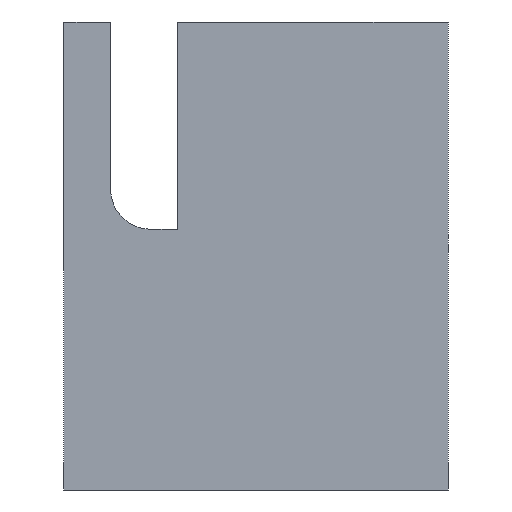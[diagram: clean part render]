
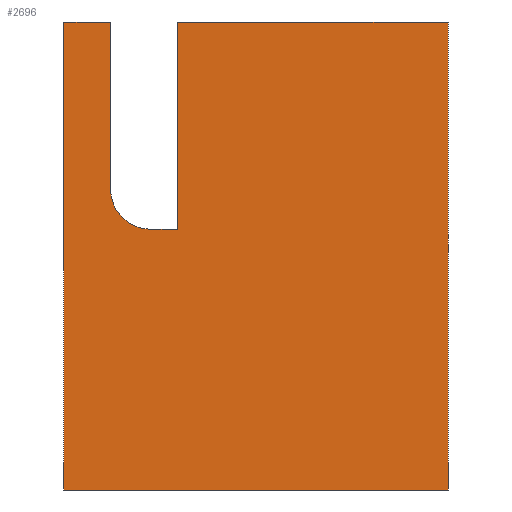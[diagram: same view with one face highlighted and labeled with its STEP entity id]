
A CAD part, left-side view. The second image highlights one B-rep face of the part: STEP entity #2696.
In plain terms, the highlighted planar face has unit normal (-1, 0, 0).
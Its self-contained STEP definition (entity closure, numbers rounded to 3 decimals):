
#37=CIRCLE('',#2838,0.483);
#159=FACE_OUTER_BOUND('',#314,.T.);
#314=EDGE_LOOP('',(#2240,#2241,#2242,#2243,#2244,#2245,#2246,#2247,#2248));
#566=LINE('',#4037,#919);
#568=LINE('',#4041,#921);
#572=LINE('',#4050,#925);
#574=LINE('',#4054,#927);
#591=LINE('',#4088,#944);
#665=LINE('',#4229,#1018);
#666=LINE('',#4232,#1019);
#667=LINE('',#4233,#1020);
#919=VECTOR('',#3317,0.805);
#921=VECTOR('',#3321,0.805);
#925=VECTOR('',#3331,0.805);
#927=VECTOR('',#3335,0.805);
#944=VECTOR('',#3362,0.805);
#1018=VECTOR('',#3478,0.805);
#1019=VECTOR('',#3481,0.805);
#1020=VECTOR('',#3482,0.805);
#1202=VERTEX_POINT('',#4034);
#1203=VERTEX_POINT('',#4036);
#1204=VERTEX_POINT('',#4040);
#1205=VERTEX_POINT('',#4045);
#1206=VERTEX_POINT('',#4049);
#1207=VERTEX_POINT('',#4053);
#1219=VERTEX_POINT('',#4087);
#1265=VERTEX_POINT('',#4227);
#1266=VERTEX_POINT('',#4231);
#1511=EDGE_CURVE('',#1203,#1202,#566,.T.);
#1513=EDGE_CURVE('',#1204,#1203,#568,.F.);
#1516=EDGE_CURVE('',#1205,#1204,#37,.T.);
#1518=EDGE_CURVE('',#1206,#1205,#572,.F.);
#1520=EDGE_CURVE('',#1207,#1206,#574,.F.);
#1537=EDGE_CURVE('',#1219,#1207,#591,.T.);
#1611=EDGE_CURVE('',#1202,#1265,#665,.T.);
#1612=EDGE_CURVE('',#1265,#1266,#666,.T.);
#1613=EDGE_CURVE('',#1266,#1219,#667,.T.);
#2240=ORIENTED_EDGE('',*,*,#1520,.T.);
#2241=ORIENTED_EDGE('',*,*,#1518,.T.);
#2242=ORIENTED_EDGE('',*,*,#1516,.T.);
#2243=ORIENTED_EDGE('',*,*,#1513,.T.);
#2244=ORIENTED_EDGE('',*,*,#1511,.T.);
#2245=ORIENTED_EDGE('',*,*,#1611,.T.);
#2246=ORIENTED_EDGE('',*,*,#1612,.T.);
#2247=ORIENTED_EDGE('',*,*,#1613,.T.);
#2248=ORIENTED_EDGE('',*,*,#1537,.T.);
#2474=PLANE('',#2867);
#2696=ADVANCED_FACE('',(#159),#2474,.T.);
#2838=AXIS2_PLACEMENT_3D('',#4046,#3326,#3327);
#2867=AXIS2_PLACEMENT_3D('',#4230,#3479,#3480);
#3317=DIRECTION('',(0.,1.,0.));
#3321=DIRECTION('',(0.,0.,-1.));
#3326=DIRECTION('center_axis',(1.,0.,0.));
#3327=DIRECTION('ref_axis',(0.,0.,-1.));
#3331=DIRECTION('',(0.,-1.,0.));
#3335=DIRECTION('',(0.,0.,1.));
#3362=DIRECTION('',(0.,1.,0.));
#3478=DIRECTION('',(0.,0.,-1.));
#3479=DIRECTION('center_axis',(-1.,0.,0.));
#3480=DIRECTION('ref_axis',(0.,0.,1.));
#3481=DIRECTION('',(0.,-1.,0.));
#3482=DIRECTION('',(0.,0.,1.));
#4034=CARTESIAN_POINT('',(-1.729,2.35,6.279));
#4036=CARTESIAN_POINT('',(-1.729,1.787,6.279));
#4037=CARTESIAN_POINT('',(-1.729,1.787,6.279));
#4040=CARTESIAN_POINT('',(-1.729,1.787,4.266));
#4041=CARTESIAN_POINT('',(-1.729,1.787,6.279));
#4045=CARTESIAN_POINT('',(-1.729,1.304,3.783));
#4046=CARTESIAN_POINT('Origin',(-1.729,1.304,4.266));
#4049=CARTESIAN_POINT('',(-1.729,0.982,3.783));
#4050=CARTESIAN_POINT('',(-1.729,1.304,3.783));
#4053=CARTESIAN_POINT('',(-1.729,0.982,6.279));
#4054=CARTESIAN_POINT('',(-1.729,0.982,3.783));
#4087=CARTESIAN_POINT('',(-1.729,-2.279,6.279));
#4088=CARTESIAN_POINT('',(-1.729,-2.279,6.279));
#4227=CARTESIAN_POINT('',(-1.729,2.35,0.644));
#4229=CARTESIAN_POINT('',(-1.729,2.35,6.279));
#4230=CARTESIAN_POINT('Origin',(-1.729,0.458,0.644));
#4231=CARTESIAN_POINT('',(-1.729,-2.279,0.644));
#4232=CARTESIAN_POINT('',(-1.729,2.35,0.644));
#4233=CARTESIAN_POINT('',(-1.729,-2.279,0.644));
